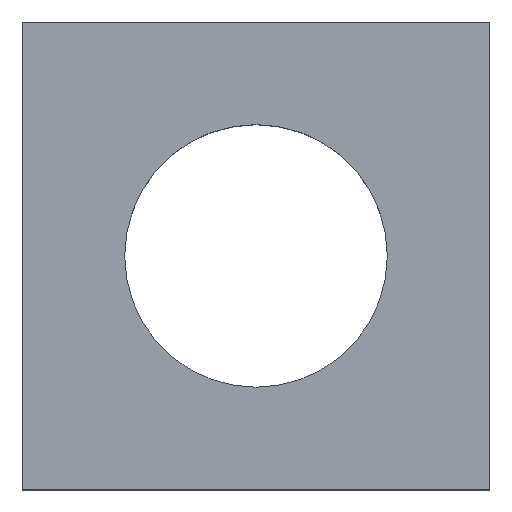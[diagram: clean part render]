
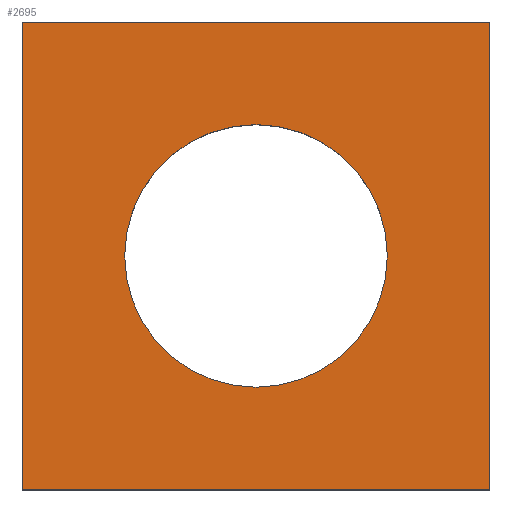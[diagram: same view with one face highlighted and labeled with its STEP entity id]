
A CAD part, top view. The second image highlights one B-rep face of the part: STEP entity #2695.
In plain terms, the highlighted planar face has unit normal (0, 0, 1).
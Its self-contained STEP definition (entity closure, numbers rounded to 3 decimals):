
#2497=CARTESIAN_POINT('',(3.65,0.0,3.1));
#2498=VERTEX_POINT('',#2497);
#2514=CARTESIAN_POINT('',(-3.65,0.,3.1));
#2515=VERTEX_POINT('',#2514);
#2522=CARTESIAN_POINT('',(0.0,0.0,3.1));
#2523=DIRECTION('',(0.0,0.0,-1.0));
#2524=DIRECTION('',(1.0,0.0,0.0));
#2525=AXIS2_PLACEMENT_3D('',#2522,#2523,#2524);
#2526=CIRCLE('',#2525,3.65);
#2527=EDGE_CURVE('',#2498,#2515,#2526,.T.);
#2538=CARTESIAN_POINT('',(0.0,0.0,3.1));
#2539=DIRECTION('',(0.0,0.0,-1.0));
#2540=DIRECTION('',(1.0,0.0,0.0));
#2541=AXIS2_PLACEMENT_3D('',#2538,#2539,#2540);
#2542=CIRCLE('',#2541,3.65);
#2543=EDGE_CURVE('',#2515,#2498,#2542,.T.);
#2561=CARTESIAN_POINT('',(6.5,6.5,3.1));
#2562=VERTEX_POINT('',#2561);
#2563=CARTESIAN_POINT('',(6.5,-6.5,3.1));
#2564=VERTEX_POINT('',#2563);
#2565=CARTESIAN_POINT('',(6.5,6.5,3.1));
#2566=DIRECTION('',(0.0,-1.0,0.0));
#2567=VECTOR('',#2566,13.0);
#2568=LINE('',#2565,#2567);
#2569=EDGE_CURVE('',#2562,#2564,#2568,.T.);
#2601=CARTESIAN_POINT('',(-6.5,-6.5,3.1));
#2602=VERTEX_POINT('',#2601);
#2603=CARTESIAN_POINT('',(6.5,-6.5,3.1));
#2604=DIRECTION('',(-1.0,0.0,0.0));
#2605=VECTOR('',#2604,13.);
#2606=LINE('',#2603,#2605);
#2607=EDGE_CURVE('',#2564,#2602,#2606,.T.);
#2632=CARTESIAN_POINT('',(-6.5,6.5,3.1));
#2633=VERTEX_POINT('',#2632);
#2634=CARTESIAN_POINT('',(-6.5,-6.5,3.1));
#2635=DIRECTION('',(0.0,1.0,0.0));
#2636=VECTOR('',#2635,13.0);
#2637=LINE('',#2634,#2636);
#2638=EDGE_CURVE('',#2602,#2633,#2637,.T.);
#2663=CARTESIAN_POINT('',(-6.5,6.5,3.1));
#2664=DIRECTION('',(1.0,0.0,0.0));
#2665=VECTOR('',#2664,13.0);
#2666=LINE('',#2663,#2665);
#2667=EDGE_CURVE('',#2633,#2562,#2666,.T.);
#2680=CARTESIAN_POINT('',(0.,0.,3.1));
#2681=DIRECTION('',(0.0,0.0,1.0));
#2682=DIRECTION('',(1.0,0.0,0.0));
#2683=AXIS2_PLACEMENT_3D('',#2680,#2681,#2682);
#2684=PLANE('',#2683);
#2685=ORIENTED_EDGE('',*,*,#2569,.F.);
#2686=ORIENTED_EDGE('',*,*,#2667,.F.);
#2687=ORIENTED_EDGE('',*,*,#2638,.F.);
#2688=ORIENTED_EDGE('',*,*,#2607,.F.);
#2689=EDGE_LOOP('',(#2685,#2686,#2687,#2688));
#2690=FACE_OUTER_BOUND('',#2689,.T.);
#2691=ORIENTED_EDGE('',*,*,#2527,.T.);
#2692=ORIENTED_EDGE('',*,*,#2543,.T.);
#2693=EDGE_LOOP('',(#2691,#2692));
#2694=FACE_BOUND('',#2693,.T.);
#2695=ADVANCED_FACE('',(#2690,#2694),#2684,.T.);
